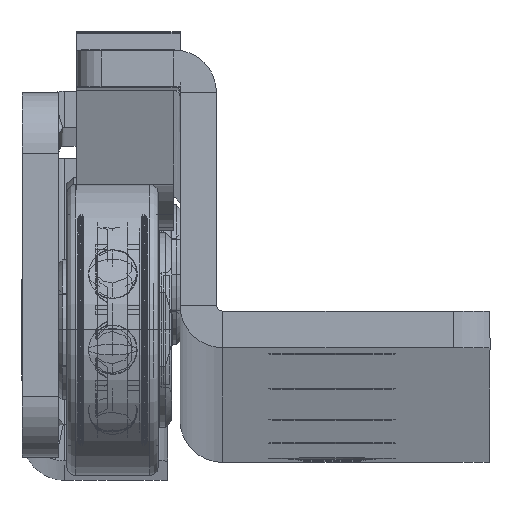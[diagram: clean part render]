
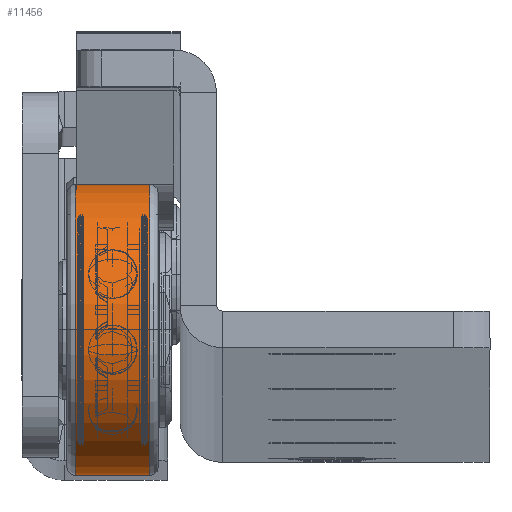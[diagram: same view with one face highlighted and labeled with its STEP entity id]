
A CAD part, top view. The second image highlights one B-rep face of the part: STEP entity #11456.
In plain terms, the highlighted cylindrical face has radius 12 mm (diameter 24 mm), a partial arc.
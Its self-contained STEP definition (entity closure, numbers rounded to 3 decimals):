
#1331 = CARTESIAN_POINT ( 'NONE',  ( -3.75, 12., 0. ) ) ;
#1553 = VERTEX_POINT ( 'NONE', #2694 ) ;
#1705 = CARTESIAN_POINT ( 'NONE',  ( -3.75, 0., 0. ) ) ;
#1778 = DIRECTION ( 'NONE',  ( 0., -1., 0. ) ) ;
#2088 = AXIS2_PLACEMENT_3D ( 'NONE', #1705, #12692, #1778 ) ;
#2590 = ORIENTED_EDGE ( 'NONE', *, *, #4084, .T. ) ;
#2694 = CARTESIAN_POINT ( 'NONE',  ( -3.05, 12., 0. ) ) ;
#2830 = EDGE_CURVE ( 'NONE', #13982, #12466, #10523, .T. ) ;
#3039 = CYLINDRICAL_SURFACE ( 'NONE', #2088, 12. ) ;
#3705 = CIRCLE ( 'NONE', #12477, 12. ) ;
#4084 = EDGE_CURVE ( 'NONE', #12466, #1553, #9290, .T. ) ;
#4156 = DIRECTION ( 'NONE',  ( 0., -1., 0. ) ) ;
#4545 = AXIS2_PLACEMENT_3D ( 'NONE', #7436, #10018, #11032 ) ;
#5249 = EDGE_CURVE ( 'NONE', #11390, #13982, #3705, .T. ) ;
#5974 = DIRECTION ( 'NONE',  ( -1., 0., 0. ) ) ;
#6095 = EDGE_CURVE ( 'NONE', #11390, #1553, #14687, .T. ) ;
#6133 = DIRECTION ( 'NONE',  ( -1., 0., 0. ) ) ;
#6137 = CARTESIAN_POINT ( 'NONE',  ( -3.05, -12., 0. ) ) ;
#7147 = CARTESIAN_POINT ( 'NONE',  ( -3.75, -12., 0. ) ) ;
#7436 = CARTESIAN_POINT ( 'NONE',  ( -3.05, 0., 0. ) ) ;
#8036 = FACE_OUTER_BOUND ( 'NONE', #14592, .T. ) ;
#8242 = ORIENTED_EDGE ( 'NONE', *, *, #6095, .F. ) ;
#9290 = CIRCLE ( 'NONE', #4545, 12. ) ;
#10018 = DIRECTION ( 'NONE',  ( 1., 0., 0. ) ) ;
#10341 = CARTESIAN_POINT ( 'NONE',  ( 3.05, 0., 0. ) ) ;
#10350 = ORIENTED_EDGE ( 'NONE', *, *, #5249, .T. ) ;
#10523 = LINE ( 'NONE', #7147, #11760 ) ;
#11032 = DIRECTION ( 'NONE',  ( 0., 1., 0. ) ) ;
#11281 = ORIENTED_EDGE ( 'NONE', *, *, #2830, .T. ) ;
#11287 = DIRECTION ( 'NONE',  ( -1., 0., 0. ) ) ;
#11390 = VERTEX_POINT ( 'NONE', #13490 ) ;
#11456 = ADVANCED_FACE ( 'NONE', ( #8036 ), #3039, .T. ) ;
#11760 = VECTOR ( 'NONE', #5974, 1000. ) ;
#12466 = VERTEX_POINT ( 'NONE', #6137 ) ;
#12477 = AXIS2_PLACEMENT_3D ( 'NONE', #10341, #11287, #4156 ) ;
#12692 = DIRECTION ( 'NONE',  ( -1., 0., 0. ) ) ;
#13490 = CARTESIAN_POINT ( 'NONE',  ( 3.05, 12., 0. ) ) ;
#13982 = VERTEX_POINT ( 'NONE', #14358 ) ;
#14358 = CARTESIAN_POINT ( 'NONE',  ( 3.05, -12., 0. ) ) ;
#14592 = EDGE_LOOP ( 'NONE', ( #8242, #10350, #11281, #2590 ) ) ;
#14687 = LINE ( 'NONE', #1331, #14998 ) ;
#14998 = VECTOR ( 'NONE', #6133, 1000. ) ;
